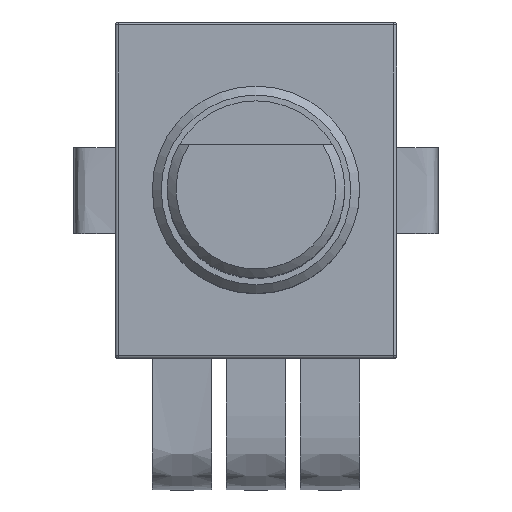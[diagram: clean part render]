
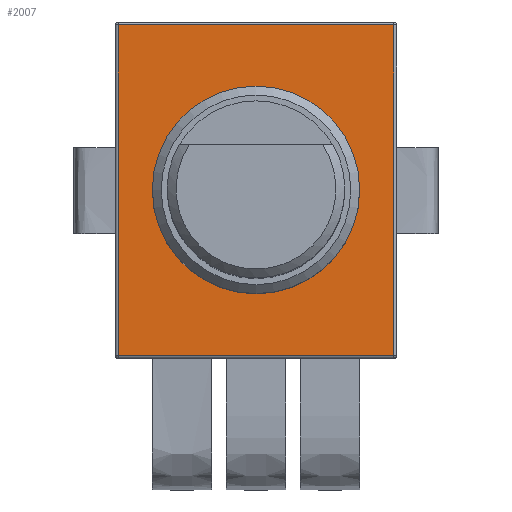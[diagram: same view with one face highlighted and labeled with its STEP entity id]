
A CAD part, top view. The second image highlights one B-rep face of the part: STEP entity #2007.
In plain terms, the highlighted planar face has unit normal (0, 0, 1).
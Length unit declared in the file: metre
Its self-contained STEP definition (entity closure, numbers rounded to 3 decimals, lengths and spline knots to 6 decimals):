
#606=ORIENTED_EDGE('',*,*,#925,.T.);
#607=ORIENTED_EDGE('',*,*,#926,.T.);
#608=ORIENTED_EDGE('',*,*,#927,.T.);
#609=ORIENTED_EDGE('',*,*,#928,.T.);
#925=EDGE_CURVE('',#1113,#1114,#1317,.F.);
#926=EDGE_CURVE('',#1114,#1115,#1318,.T.);
#927=EDGE_CURVE('',#1115,#1116,#1319,.T.);
#928=EDGE_CURVE('',#1116,#1113,#1320,.F.);
#1113=VERTEX_POINT('',#3710);
#1114=VERTEX_POINT('',#3711);
#1115=VERTEX_POINT('',#3713);
#1116=VERTEX_POINT('',#3715);
#1317=LINE('',#3709,#1521);
#1318=LINE('',#3712,#1522);
#1319=LINE('',#3714,#1523);
#1320=LINE('',#3716,#1524);
#1521=VECTOR('',#2748,1.);
#1522=VECTOR('',#2749,1.);
#1523=VECTOR('',#2750,1.);
#1524=VECTOR('',#2751,1.);
#1643=EDGE_LOOP('',(#606,#607,#608,#609));
#1782=FACE_BOUND('',#1643,.T.);
#1894=PLANE('',#2269);
#2007=ADVANCED_FACE('',(#1782),#1894,.T.);
#2269=AXIS2_PLACEMENT_3D('',#3708,#2746,#2747);
#2746=DIRECTION('',(0.,0.,1.));
#2747=DIRECTION('',(1.,0.,0.));
#2748=DIRECTION('',(0.,-1.,0.));
#2749=DIRECTION('',(-1.,0.,0.));
#2750=DIRECTION('',(0.,-1.,0.));
#2751=DIRECTION('',(-1.,0.,0.));
#3708=CARTESIAN_POINT('',(0.,0.,0.));
#3709=CARTESIAN_POINT('',(0.00465,0.005675,0.));
#3710=CARTESIAN_POINT('',(0.00465,-0.005575,0.));
#3711=CARTESIAN_POINT('',(0.00465,0.005575,0.));
#3712=CARTESIAN_POINT('',(0.,0.005575,0.));
#3713=CARTESIAN_POINT('',(-0.00465,0.005575,0.));
#3714=CARTESIAN_POINT('',(-0.00465,0.,0.));
#3715=CARTESIAN_POINT('',(-0.00465,-0.005575,0.));
#3716=CARTESIAN_POINT('',(0.00475,-0.005575,0.));
